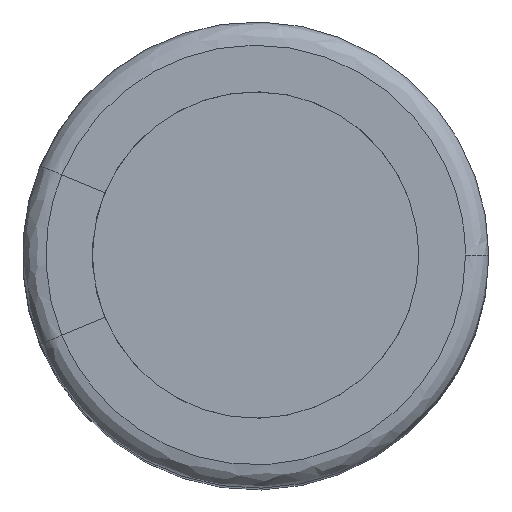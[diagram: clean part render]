
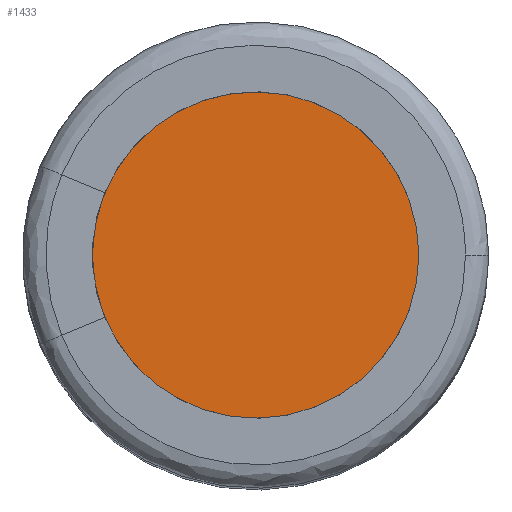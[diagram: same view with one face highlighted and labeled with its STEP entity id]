
A CAD part, top view. The second image highlights one B-rep face of the part: STEP entity #1433.
In plain terms, the highlighted planar face has unit normal (0, 0, 1).
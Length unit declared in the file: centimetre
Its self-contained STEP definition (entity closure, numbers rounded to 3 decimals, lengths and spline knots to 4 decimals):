
#10 = ORIENTED_EDGE ( 'NONE', *, *, #1754, .F. ) ;
#61 = CIRCLE ( 'NONE', #764, 0.238 ) ;
#97 = FACE_OUTER_BOUND ( 'NONE', #1289, .T. ) ;
#130 = CARTESIAN_POINT ( 'NONE',  ( 0.238, 0., 1.63 ) ) ;
#410 = DIRECTION ( 'NONE',  ( 0., 0., -1. ) ) ;
#423 = DIRECTION ( 'NONE',  ( 0., 0., 1. ) ) ;
#430 = AXIS2_PLACEMENT_3D ( 'NONE', #1184, #423, #1158 ) ;
#497 = VERTEX_POINT ( 'NONE', #130 ) ;
#503 = PLANE ( 'NONE',  #430 ) ;
#588 = CARTESIAN_POINT ( 'NONE',  ( -0.238, 0., 1.63 ) ) ;
#740 = DIRECTION ( 'NONE',  ( 1., 0., 0. ) ) ;
#764 = AXIS2_PLACEMENT_3D ( 'NONE', #1503, #938, #1667 ) ;
#938 = DIRECTION ( 'NONE',  ( 0., 0., -1. ) ) ;
#954 = ORIENTED_EDGE ( 'NONE', *, *, #1982, .F. ) ;
#1158 = DIRECTION ( 'NONE',  ( 1., 0., 0. ) ) ;
#1184 = CARTESIAN_POINT ( 'NONE',  ( 0., 0., 1.63 ) ) ;
#1289 = EDGE_LOOP ( 'NONE', ( #10, #954 ) ) ;
#1295 = CARTESIAN_POINT ( 'NONE',  ( 0., 0., 1.63 ) ) ;
#1433 = ADVANCED_FACE ( 'NONE', ( #97 ), #503, .T. ) ;
#1503 = CARTESIAN_POINT ( 'NONE',  ( 0., 0., 1.63 ) ) ;
#1653 = AXIS2_PLACEMENT_3D ( 'NONE', #1295, #410, #740 ) ;
#1667 = DIRECTION ( 'NONE',  ( 1., 0., 0. ) ) ;
#1754 = EDGE_CURVE ( 'NONE', #497, #1811, #61, .T. ) ;
#1811 = VERTEX_POINT ( 'NONE', #588 ) ;
#1982 = EDGE_CURVE ( 'NONE', #1811, #497, #1999, .T. ) ;
#1999 = CIRCLE ( 'NONE', #1653, 0.238 ) ;
